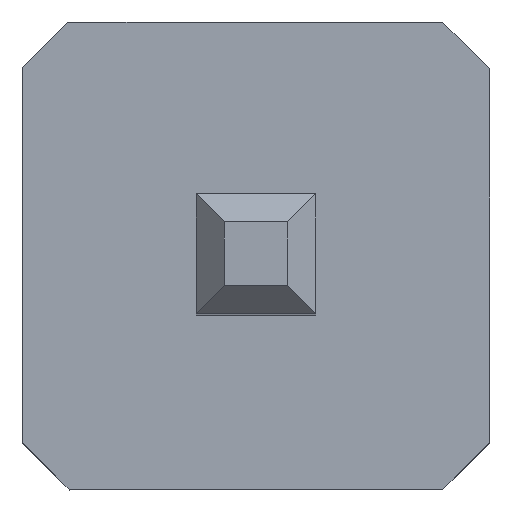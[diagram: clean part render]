
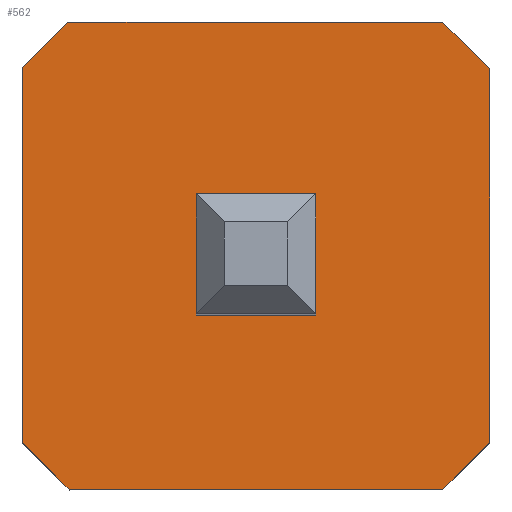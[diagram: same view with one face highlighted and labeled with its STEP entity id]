
A CAD part, top view. The second image highlights one B-rep face of the part: STEP entity #562.
In plain terms, the highlighted planar face has unit normal (0, 0, 1).
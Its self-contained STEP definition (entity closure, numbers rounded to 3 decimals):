
#18=FACE_BOUND('',#70,.T.);
#36=FACE_OUTER_BOUND('',#69,.T.);
#69=EDGE_LOOP('',(#445,#446,#447,#448,#449,#450,#451,#452));
#70=EDGE_LOOP('',(#453,#454,#455,#456));
#103=LINE('',#806,#179);
#113=LINE('',#826,#189);
#116=LINE('',#832,#192);
#119=LINE('',#837,#195);
#121=LINE('',#841,#197);
#122=LINE('',#843,#198);
#124=LINE('',#848,#200);
#126=LINE('',#852,#202);
#128=LINE('',#855,#204);
#129=LINE('',#857,#205);
#130=LINE('',#860,#206);
#132=LINE('',#863,#208);
#179=VECTOR('',#652,10.);
#189=VECTOR('',#668,10.);
#192=VECTOR('',#673,10.);
#195=VECTOR('',#678,10.);
#197=VECTOR('',#682,10.);
#198=VECTOR('',#685,10.);
#200=VECTOR('',#689,10.);
#202=VECTOR('',#693,10.);
#204=VECTOR('',#697,10.);
#205=VECTOR('',#700,10.);
#206=VECTOR('',#703,10.);
#208=VECTOR('',#707,10.);
#252=VERTEX_POINT('',#803);
#253=VERTEX_POINT('',#805);
#259=VERTEX_POINT('',#823);
#260=VERTEX_POINT('',#825);
#261=VERTEX_POINT('',#829);
#262=VERTEX_POINT('',#831);
#263=VERTEX_POINT('',#835);
#264=VERTEX_POINT('',#839);
#265=VERTEX_POINT('',#845);
#266=VERTEX_POINT('',#847);
#267=VERTEX_POINT('',#851);
#268=VERTEX_POINT('',#859);
#303=EDGE_CURVE('',#253,#252,#103,.T.);
#313=EDGE_CURVE('',#260,#259,#113,.T.);
#316=EDGE_CURVE('',#262,#261,#116,.T.);
#319=EDGE_CURVE('',#261,#263,#119,.T.);
#321=EDGE_CURVE('',#263,#264,#121,.T.);
#322=EDGE_CURVE('',#264,#262,#122,.T.);
#324=EDGE_CURVE('',#266,#265,#124,.T.);
#326=EDGE_CURVE('',#267,#266,#126,.T.);
#328=EDGE_CURVE('',#259,#267,#128,.T.);
#329=EDGE_CURVE('',#252,#260,#129,.T.);
#330=EDGE_CURVE('',#268,#253,#130,.T.);
#332=EDGE_CURVE('',#265,#268,#132,.T.);
#445=ORIENTED_EDGE('',*,*,#332,.T.);
#446=ORIENTED_EDGE('',*,*,#330,.T.);
#447=ORIENTED_EDGE('',*,*,#303,.T.);
#448=ORIENTED_EDGE('',*,*,#329,.T.);
#449=ORIENTED_EDGE('',*,*,#313,.T.);
#450=ORIENTED_EDGE('',*,*,#328,.T.);
#451=ORIENTED_EDGE('',*,*,#326,.T.);
#452=ORIENTED_EDGE('',*,*,#324,.T.);
#453=ORIENTED_EDGE('',*,*,#322,.T.);
#454=ORIENTED_EDGE('',*,*,#316,.T.);
#455=ORIENTED_EDGE('',*,*,#319,.T.);
#456=ORIENTED_EDGE('',*,*,#321,.T.);
#530=PLANE('',#609);
#562=ADVANCED_FACE('',(#36,#18),#530,.T.);
#609=AXIS2_PLACEMENT_3D('',#864,#708,#709);
#652=DIRECTION('',(0.707,0.707,0.));
#668=DIRECTION('',(-0.707,0.707,0.));
#673=DIRECTION('',(0.,-1.,0.));
#678=DIRECTION('',(-1.,0.,0.));
#682=DIRECTION('',(0.,1.,0.));
#685=DIRECTION('',(1.,0.,0.));
#689=DIRECTION('',(0.,-1.,0.));
#693=DIRECTION('',(-0.707,-0.707,0.));
#697=DIRECTION('',(-1.,0.,0.));
#700=DIRECTION('',(0.,1.,0.));
#703=DIRECTION('',(1.,0.,0.));
#707=DIRECTION('',(0.707,-0.707,0.));
#708=DIRECTION('center_axis',(0.,0.,1.));
#709=DIRECTION('ref_axis',(1.,0.,0.));
#803=CARTESIAN_POINT('',(1.25,-1.,2.54));
#805=CARTESIAN_POINT('',(1.,-1.25,2.54));
#806=CARTESIAN_POINT('',(1.,-1.25,2.54));
#823=CARTESIAN_POINT('',(1.,1.25,2.54));
#825=CARTESIAN_POINT('',(1.25,1.,2.54));
#826=CARTESIAN_POINT('',(1.,1.25,2.54));
#829=CARTESIAN_POINT('',(0.32,-0.32,2.54));
#831=CARTESIAN_POINT('',(0.32,0.32,2.54));
#832=CARTESIAN_POINT('',(0.32,0.32,2.54));
#835=CARTESIAN_POINT('',(-0.32,-0.32,2.54));
#837=CARTESIAN_POINT('',(0.32,-0.32,2.54));
#839=CARTESIAN_POINT('',(-0.32,0.32,2.54));
#841=CARTESIAN_POINT('',(-0.32,-0.32,2.54));
#843=CARTESIAN_POINT('',(-0.32,0.32,2.54));
#845=CARTESIAN_POINT('',(-1.25,-1.,2.54));
#847=CARTESIAN_POINT('',(-1.25,1.007,2.54));
#848=CARTESIAN_POINT('',(-1.25,-1.25,2.54));
#851=CARTESIAN_POINT('',(-1.007,1.25,2.54));
#852=CARTESIAN_POINT('',(-1.007,1.25,2.54));
#855=CARTESIAN_POINT('',(-1.25,1.25,2.54));
#857=CARTESIAN_POINT('',(1.25,1.25,2.54));
#859=CARTESIAN_POINT('',(-1.,-1.25,2.54));
#860=CARTESIAN_POINT('',(1.25,-1.25,2.54));
#863=CARTESIAN_POINT('',(-1.25,-1.,2.54));
#864=CARTESIAN_POINT('Origin',(0.,0.,
2.54));
